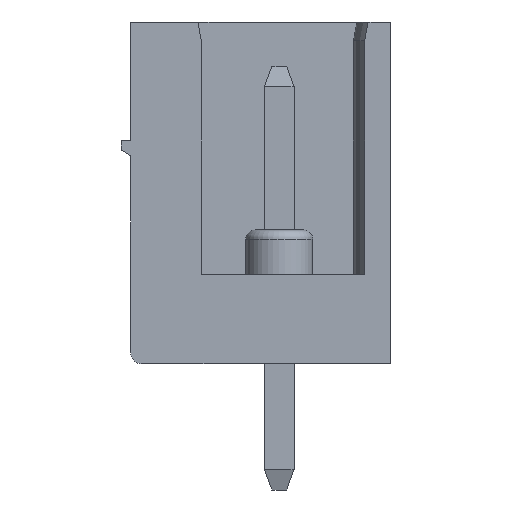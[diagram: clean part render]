
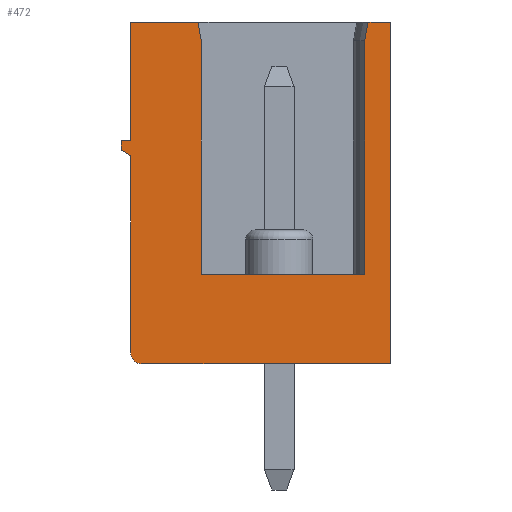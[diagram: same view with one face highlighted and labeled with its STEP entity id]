
A CAD part, left-side view. The second image highlights one B-rep face of the part: STEP entity #472.
In plain terms, the highlighted planar face has unit normal (-1, 0, 0).
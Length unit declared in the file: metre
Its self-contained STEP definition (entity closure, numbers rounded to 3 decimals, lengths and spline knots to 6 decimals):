
#472=ADVANCED_FACE('',(#1224),#1225,.F.);
#1224=FACE_OUTER_BOUND('',#2268,.T.);
#1225=PLANE('',#2269);
#2268=EDGE_LOOP('',(#3613,#3614,#3615,#3616,#3617,#3618,#3619,#3620,#3621,#3622,#3623,#3624,#3625,#3626,#3627));
#2269=AXIS2_PLACEMENT_3D('',#3628,#3629,#3630);
#3613=ORIENTED_EDGE('',*,*,#6427,.T.);
#3614=ORIENTED_EDGE('',*,*,#6428,.F.);
#3615=ORIENTED_EDGE('',*,*,#6429,.F.);
#3616=ORIENTED_EDGE('',*,*,#6430,.F.);
#3617=ORIENTED_EDGE('',*,*,#6375,.T.);
#3618=ORIENTED_EDGE('',*,*,#6282,.T.);
#3619=ORIENTED_EDGE('',*,*,#6243,.F.);
#3620=ORIENTED_EDGE('',*,*,#6411,.T.);
#3621=ORIENTED_EDGE('',*,*,#6333,.F.);
#3622=ORIENTED_EDGE('',*,*,#6431,.F.);
#3623=ORIENTED_EDGE('',*,*,#6432,.F.);
#3624=ORIENTED_EDGE('',*,*,#6433,.F.);
#3625=ORIENTED_EDGE('',*,*,#6434,.F.);
#3626=ORIENTED_EDGE('',*,*,#6435,.F.);
#3627=ORIENTED_EDGE('',*,*,#6436,.F.);
#3628=CARTESIAN_POINT('',(-1.086627,0.01086,0.000933));
#3629=DIRECTION('',(1.0,0.0,0.0));
#3630=DIRECTION('',(0.0,1.0,-0.0));
#6243=EDGE_CURVE('',#7464,#7466,#7467,.T.);
#6282=EDGE_CURVE('',#7533,#7466,#7534,.T.);
#6333=EDGE_CURVE('',#7607,#7609,#7610,.T.);
#6375=EDGE_CURVE('',#7667,#7533,#7668,.T.);
#6411=EDGE_CURVE('',#7464,#7609,#7714,.T.);
#6427=EDGE_CURVE('',#7731,#7732,#7733,.F.);
#6428=EDGE_CURVE('',#7734,#7732,#7735,.T.);
#6429=EDGE_CURVE('',#7736,#7734,#7737,.T.);
#6430=EDGE_CURVE('',#7667,#7736,#7738,.T.);
#6431=EDGE_CURVE('',#7739,#7607,#7740,.T.);
#6432=EDGE_CURVE('',#7741,#7739,#7742,.T.);
#6433=EDGE_CURVE('',#7743,#7741,#7744,.T.);
#6434=EDGE_CURVE('',#7745,#7743,#7746,.T.);
#6435=EDGE_CURVE('',#7747,#7745,#7748,.T.);
#6436=EDGE_CURVE('',#7731,#7747,#7749,.T.);
#7464=VERTEX_POINT('',#9236);
#7466=VERTEX_POINT('',#9239);
#7467=LINE('',#9240,#9241);
#7533=VERTEX_POINT('',#9337);
#7534=LINE('',#9338,#9339);
#7607=VERTEX_POINT('',#9448);
#7609=VERTEX_POINT('',#9451);
#7610=LINE('',#9452,#9453);
#7667=VERTEX_POINT('',#9537);
#7668=LINE('',#9538,#9539);
#7714=LINE('',#9610,#9611);
#7731=VERTEX_POINT('',#9635);
#7732=VERTEX_POINT('',#9636);
#7733=CIRCLE('',#9637,0.0003);
#7734=VERTEX_POINT('',#9638);
#7735=LINE('',#9639,#9640);
#7736=VERTEX_POINT('',#9641);
#7737=LINE('',#9642,#9643);
#7738=LINE('',#9644,#9645);
#7739=VERTEX_POINT('',#9646);
#7740=LINE('',#9647,#9648);
#7741=VERTEX_POINT('',#9649);
#7742=LINE('',#9650,#9651);
#7743=VERTEX_POINT('',#9652);
#7744=LINE('',#9653,#9654);
#7745=VERTEX_POINT('',#9655);
#7746=LINE('',#9656,#9657);
#7747=VERTEX_POINT('',#9658);
#7748=LINE('',#9659,#9660);
#7749=LINE('',#9661,#9662);
#9236=CARTESIAN_POINT('',(-1.086627,0.00896,-0.005867));
#9239=CARTESIAN_POINT('',(-1.086627,0.00456,-0.005867));
#9240=CARTESIAN_POINT('',(-1.086627,0.00386,-0.005867));
#9241=VECTOR('',#11789,1.0);
#9337=CARTESIAN_POINT('',(-1.086627,0.00456,0.000433));
#9338=CARTESIAN_POINT('',(-1.086627,0.00456,-0.005567));
#9339=VECTOR('',#11826,1.0);
#9448=CARTESIAN_POINT('',(-1.086627,0.009048,0.000933));
#9451=CARTESIAN_POINT('',(-1.086627,0.00896,0.000433));
#9452=CARTESIAN_POINT('',(-1.086627,0.009048,0.000933));
#9453=VECTOR('',#11867,1.0);
#9537=CARTESIAN_POINT('',(-1.086627,0.004471,0.000933));
#9538=CARTESIAN_POINT('',(-1.086627,0.005565,-0.005267));
#9539=VECTOR('',#11901,1.0);
#9610=CARTESIAN_POINT('',(-1.086627,0.00896,-0.005567));
#9611=VECTOR('',#11924,1.0);
#9635=CARTESIAN_POINT('',(-1.086627,0.01086,-0.007967));
#9636=CARTESIAN_POINT('',(-1.086627,0.01056,-0.008267));
#9637=AXIS2_PLACEMENT_3D('',#11935,#11936,#11937);
#9638=CARTESIAN_POINT('',(-1.086627,0.00386,-0.008267));
#9639=CARTESIAN_POINT('',(-1.086627,0.01056,-0.008267));
#9640=VECTOR('',#11938,1.0);
#9641=CARTESIAN_POINT('',(-1.086627,0.00386,0.000933));
#9642=CARTESIAN_POINT('',(-1.086627,0.00386,-0.008267));
#9643=VECTOR('',#11939,1.0);
#9644=CARTESIAN_POINT('',(-1.086627,0.00386,0.000933));
#9645=VECTOR('',#11940,1.0);
#9646=CARTESIAN_POINT('',(-1.086627,0.01086,0.000933));
#9647=CARTESIAN_POINT('',(-1.086627,0.00386,0.000933));
#9648=VECTOR('',#11941,1.0);
#9649=CARTESIAN_POINT('',(-1.086627,0.01086,-0.002267));
#9650=CARTESIAN_POINT('',(-1.086627,0.01086,0.000933));
#9651=VECTOR('',#11942,1.0);
#9652=CARTESIAN_POINT('',(-1.086627,0.01111,-0.002267));
#9653=CARTESIAN_POINT('',(-1.086627,0.01086,-0.002267));
#9654=VECTOR('',#11943,1.0);
#9655=CARTESIAN_POINT('',(-1.086627,0.01111,-0.002517));
#9656=CARTESIAN_POINT('',(-1.086627,0.01111,-0.002267));
#9657=VECTOR('',#11944,1.0);
#9658=CARTESIAN_POINT('',(-1.086627,0.01086,-0.002667));
#9659=CARTESIAN_POINT('',(-1.086627,0.01111,-0.002517));
#9660=VECTOR('',#11945,1.0);
#9661=CARTESIAN_POINT('',(-1.086627,0.01086,-0.002667));
#9662=VECTOR('',#11946,1.0);
#11789=DIRECTION('',(0.0,-1.0,0.));
#11826=DIRECTION('',(0.0,0.,-1.0));
#11867=DIRECTION('',(0.0,-0.174,-0.985));
#11901=DIRECTION('',(0.0,0.174,-0.985));
#11924=DIRECTION('',(0.0,0.,1.0));
#11935=CARTESIAN_POINT('',(-1.086627,0.01056,-0.007967));
#11936=DIRECTION('',(1.0,0.0,0.0));
#11937=DIRECTION('',(0.0,0.0,-1.0));
#11938=DIRECTION('',(0.0,1.0,0.));
#11939=DIRECTION('',(0.0,0.,-1.0));
#11940=DIRECTION('',(0.0,-1.0,0.));
#11941=DIRECTION('',(0.0,-1.0,0.));
#11942=DIRECTION('',(0.0,0.,1.0));
#11943=DIRECTION('',(0.0,-1.0,0.));
#11944=DIRECTION('',(0.0,0.,1.0));
#11945=DIRECTION('',(0.0,0.857,0.514));
#11946=DIRECTION('',(0.0,0.,1.0));
